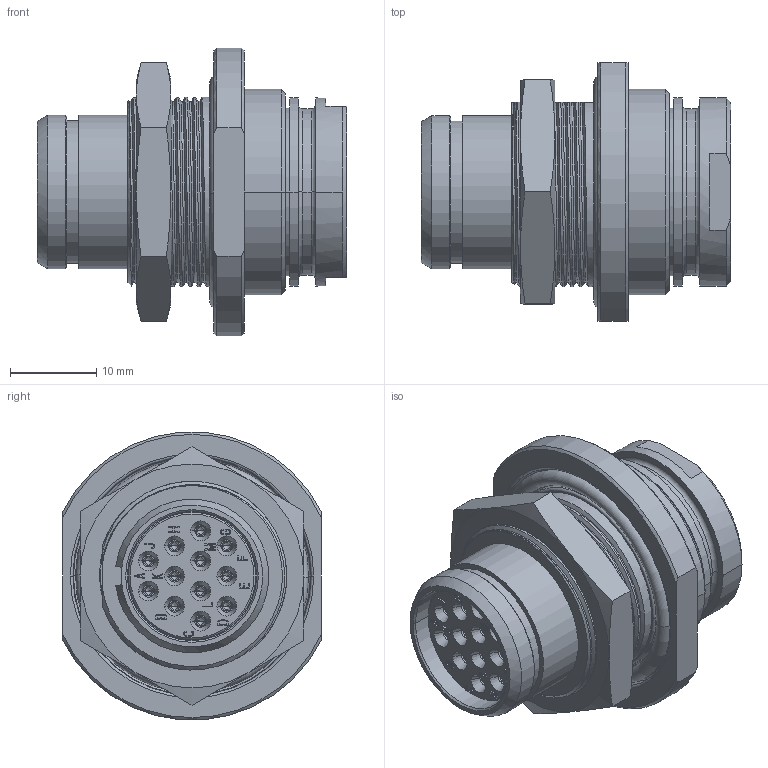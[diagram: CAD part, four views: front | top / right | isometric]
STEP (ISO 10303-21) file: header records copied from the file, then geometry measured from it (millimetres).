
FILE_DESCRIPTION((''),'2;1');
FILE_NAME('1332EVR212FZ','2024-07-26T11:15:34',('paultorloting'),('NET AG system integration'),'CREO PARAMETRIC BY PTC INC, 2021404','CREO PARAMETRIC BY PTC INC, 2021404','');
FILE_SCHEMA(('AUTOMOTIVE_DESIGN { 1 0 10303 214 1 1 1 1 }'));
Products named in the file (1): 1332EVR212FZ
Bounding box: 35.9 x 30 x 33.38 mm (x, y, z)
Volume: 9921.5 mm3; surface area: 12486.6 mm2
Topology: 1 solids, 1 shells, 1342 faces, 3437 edges, 2198 vertices
Faces by surface type: plane 621, cylinder 313, cone 243, torus 138, bspline 27
Entity records: 54590 total; most frequent: CARTESIAN_POINT 13920, ORIENTED_EDGE 6826, DIRECTION 6711, EDGE_CURVE 3413, AXIS2_PLACEMENT_3D 2561, VERTEX_POINT 2198, VECTOR 1586, LINE 1586
